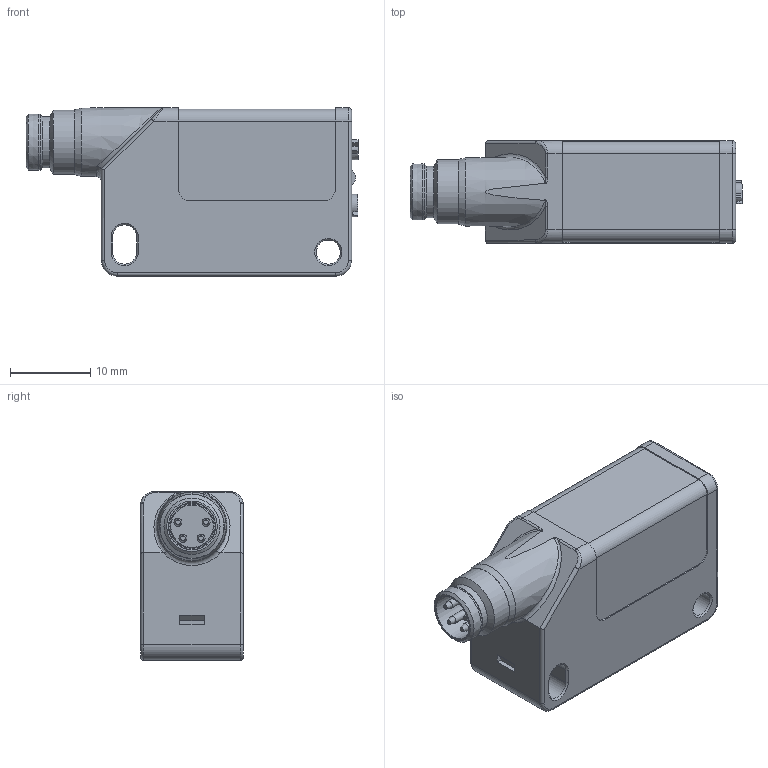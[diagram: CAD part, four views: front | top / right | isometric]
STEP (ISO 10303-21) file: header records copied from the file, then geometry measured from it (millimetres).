
FILE_DESCRIPTION( ( 'Unknown' ), '1' );
FILE_NAME( 'QMRS_0P-0F.stp', 'Unknown', ( 'Unknown' ), ( 'Unknown' ), 'PSStep 15.0.49', 'Unknown', ' ' );
FILE_SCHEMA( ( 'AUTOMOTIVE_DESIGN { 1 0 10303 214 1 1 1 1 }' ) );
Length unit declared in the file: millimetre
Products named in the file (11): 6855_fig; 6851_fig; 6854_fig; 6571_fig; corpo_6571_fig; 6572_fig; Assem1; 6856_fig; 6858_fig; 6857_fig; 6907_fig
Assembly tree (13 placements, depth 3):
  Assem1
    6856_fig
    6858_fig
    6857_fig
    6907_fig
    6855_fig
      6851_fig
      6854_fig
    6571_fig
      corpo_6571_fig
      6572_fig  x4
Bounding box: 41.4 x 12.8 x 21 mm (x, y, z)
Volume: 7866.6 mm3; surface area: 5180.7 mm2
Topology: 11 solids, 14 shells, 260 faces, 638 edges, 417 vertices
Faces by surface type: plane 140, cylinder 86, cone 21, torus 7, bspline 6
Full cylindrical faces by diameter (mm): 1 x8, 2.8 x1, 3 x1, 3.1 x1, 4.4 x1, 4.5 x1, 5.5 x1, 5.8 x1, 6.4 x1, 7 x1, 8 x1
Entity records: 10456 total; most frequent: CARTESIAN_POINT 2377, DIRECTION 1287, ORIENTED_EDGE 1152, EDGE_CURVE 576, AXIS2_PLACEMENT_3D 473, VERTEX_POINT 388, LINE 341, VECTOR 341
